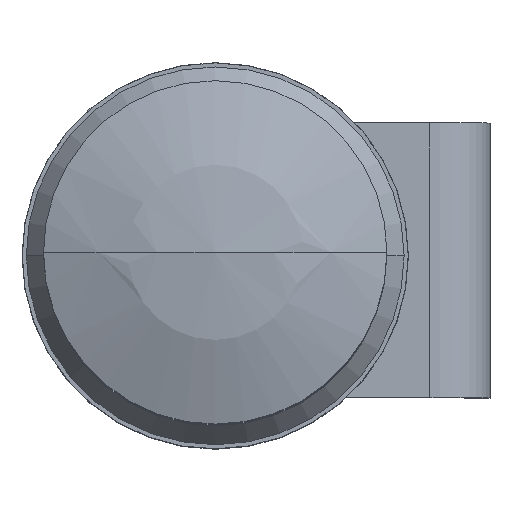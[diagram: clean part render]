
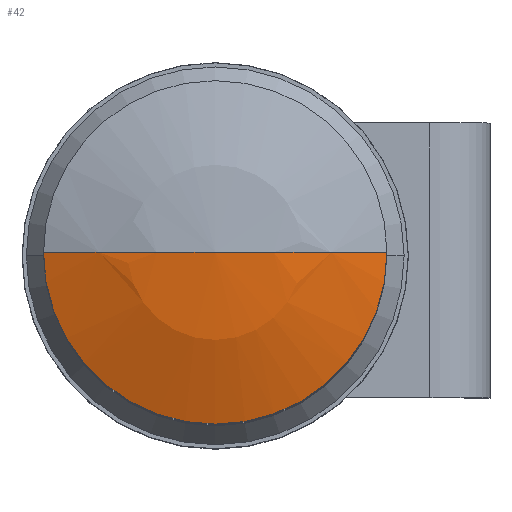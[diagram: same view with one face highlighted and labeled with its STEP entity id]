
A CAD part, top view. The second image highlights one B-rep face of the part: STEP entity #42.
In plain terms, the highlighted spherical face has radius 52 mm.
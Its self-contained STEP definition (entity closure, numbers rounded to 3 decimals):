
#1=CARTESIAN_POINT('POINT2848',(0.,0.,
   534.5));
#2=VERTEX_POINT('VERTEX2848',#1);
#3=CARTESIAN_POINT('POINT2849',(-20.,0.,
   530.5));
#4=VERTEX_POINT('VERTEX2849',#3);
#5=CARTESIAN_POINT('POS4828',(0.,
   0.,482.5));
#6=DIRECTION('DIR7263',(0.,-1.,0.));
#7=DIRECTION('DIR7264',(0.,0.,1.));
#8=AXIS2_PLACEMENT_3D('AXIS2436',#5,#6,#7);
#9=CIRCLE('ELLIPSE1046',#8,52.);
#10=EDGE_CURVE('EDGE4353',#2,#4,#9,.T.);
#12=CARTESIAN_POINT('POINT2850',(20.,0.,
   530.5));
#13=VERTEX_POINT('VERTEX2850',#12);
#14=CARTESIAN_POINT('POS4829',(0.,
   0.,482.5));
#15=DIRECTION('DIR7265',(0.,-1.,0.));
#16=DIRECTION('DIR7266',(0.,0.,1.));
#17=AXIS2_PLACEMENT_3D('AXIS2437',#14,#15,#16);
#18=CIRCLE('ELLIPSE1047',#17,52.);
#19=EDGE_CURVE('EDGE4354',#13,#2,#18,.T.);
#21=CARTESIAN_POINT('POS4830',(0.,0.,530.5));
#22=DIRECTION('DIR7267',(0.,0.,-1.));
#23=DIRECTION('DIR7268',(1.,0.,0.));
#24=AXIS2_PLACEMENT_3D('AXIS2438',#21,#22,#23);
#25=CIRCLE('ELLIPSE1048',#24,20.);
#30=CARTESIAN_POINT('POS4831',(0.,
   0.,482.5));
#31=DIRECTION('DIR7269',(0.,0.,1.));
#32=DIRECTION('DIR7270',(1.,0.,0.));
#33=AXIS2_PLACEMENT_3D('AXIS2439',#30,#31,#32);
#34=SPHERICAL_SURFACE('SPHERE_SURF18',#33,52.);
#36=ORIENTED_EDGE('COEDGE8728',*,*,#10,.T.);
#37=EDGE_CURVE('EDGE4356',#13,#4,#25,.T.);
#38=ORIENTED_EDGE('COEDGE8729',*,*,#37,.F.);
#39=ORIENTED_EDGE('COEDGE8730',*,*,#19,.T.);
#40=EDGE_LOOP('NONE',(#36,#38,#39));
#41=FACE_BOUND('LOOP1',#40,.T.);
#42=ADVANCED_FACE('FACE1901',(#41),#34,.T.);
